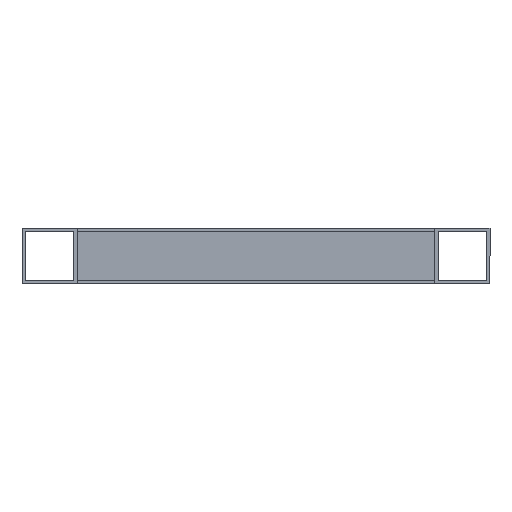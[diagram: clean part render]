
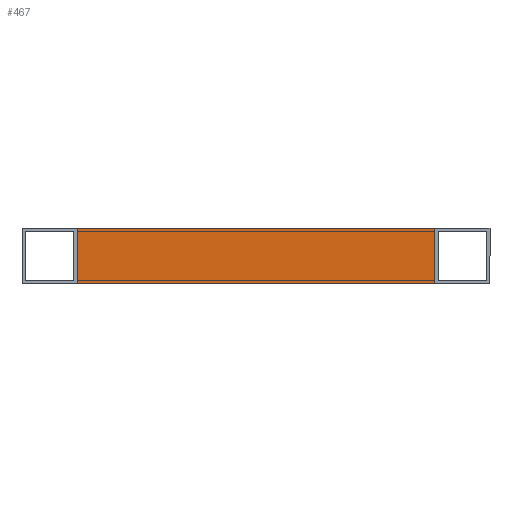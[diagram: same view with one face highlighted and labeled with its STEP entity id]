
A CAD part, front view. The second image highlights one B-rep face of the part: STEP entity #467.
In plain terms, the highlighted face is planar.
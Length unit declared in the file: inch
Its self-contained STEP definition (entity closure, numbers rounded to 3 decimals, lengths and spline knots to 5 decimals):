
#68=LINE('',#799,#116);
#73=LINE('',#810,#121);
#75=LINE('',#813,#123);
#76=LINE('',#814,#124);
#116=VECTOR('',#668,39.37008);
#121=VECTOR('',#677,39.37008);
#123=VECTOR('',#681,39.37008);
#124=VECTOR('',#682,39.37008);
#143=PLANE('',#566);
#183=FACE_OUTER_BOUND('',#221,.T.);
#221=EDGE_LOOP('',(#419,#420,#421,#422));
#268=VERTEX_POINT('',#793);
#270=VERTEX_POINT('',#797);
#273=VERTEX_POINT('',#807);
#274=VERTEX_POINT('',#809);
#320=EDGE_CURVE('',#270,#268,#68,.T.);
#325=EDGE_CURVE('',#274,#273,#73,.T.);
#327=EDGE_CURVE('',#268,#273,#75,.T.);
#328=EDGE_CURVE('',#270,#274,#76,.T.);
#419=ORIENTED_EDGE('',*,*,#327,.F.);
#420=ORIENTED_EDGE('',*,*,#320,.F.);
#421=ORIENTED_EDGE('',*,*,#328,.T.);
#422=ORIENTED_EDGE('',*,*,#325,.T.);
#467=ADVANCED_FACE('',(#183),#143,.T.);
#566=AXIS2_PLACEMENT_3D('',#812,#679,#680);
#668=DIRECTION('',(0.,-1.,0.));
#677=DIRECTION('',(0.,-1.,0.));
#679=DIRECTION('center_axis',(1.,0.,0.));
#680=DIRECTION('ref_axis',(0.,0.,-1.));
#681=DIRECTION('',(0.,0.,1.));
#682=DIRECTION('',(0.,0.,1.));
#793=CARTESIAN_POINT('',(32.48467,-6.5,5.));
#797=CARTESIAN_POINT('',(32.48467,6.5,5.));
#799=CARTESIAN_POINT('',(32.48467,6.5,5.));
#807=CARTESIAN_POINT('',(32.48467,-6.5,7.));
#809=CARTESIAN_POINT('',(32.48467,6.5,7.));
#810=CARTESIAN_POINT('',(32.48467,6.5,7.));
#812=CARTESIAN_POINT('Origin',(32.48467,6.5,6.));
#813=CARTESIAN_POINT('',(32.48467,-6.5,6.));
#814=CARTESIAN_POINT('',(32.48467,6.5,6.));
